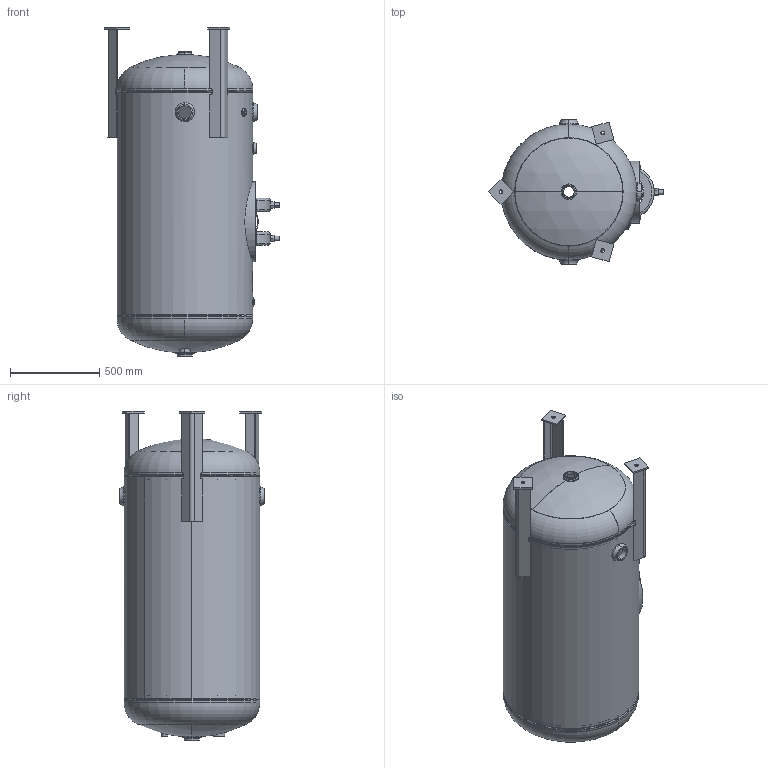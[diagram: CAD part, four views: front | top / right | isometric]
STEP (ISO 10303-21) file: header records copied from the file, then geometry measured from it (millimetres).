
FILE_DESCRIPTION (( 'STEP AP203' ), '1' );
FILE_NAME ('302513.STEP', '2012-03-05T16:19:20', ( '' ), ( '' ), 'SwSTEP 2.0', 'SolidWorks 2011', '' );
FILE_SCHEMA (( 'CONFIG_CONTROL_DESIGN' ));
Length unit declared in the file: inch
Products named in the file (1): 302513
Bounding box: 986.14 x 813.05 x 1849.42 mm (x, y, z)
Surface area: 9457728.1 mm2 (no closed solid volume)
Topology: 0 solids, 39 shells, 330 faces, 984 edges, 672 vertices
Faces by surface type: plane 128, cylinder 105, torus 72, bspline 19, sphere 6
Entity records: 17741 total; most frequent: CARTESIAN_POINT 8970, DIRECTION 1866, ORIENTED_EDGE 1620, EDGE_CURVE 984, AXIS2_PLACEMENT_3D 719, VERTEX_POINT 672, LINE 428, VECTOR 428
